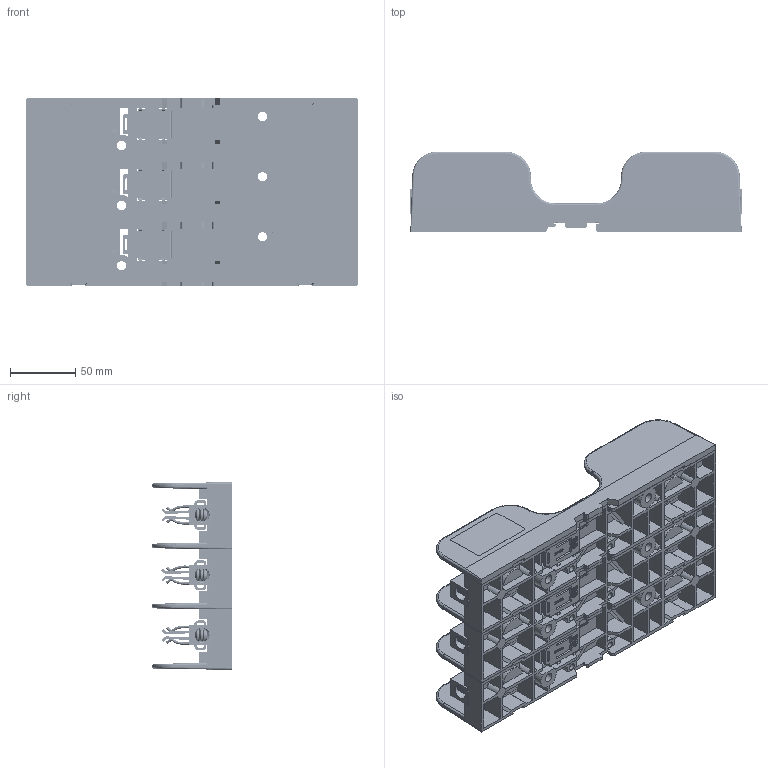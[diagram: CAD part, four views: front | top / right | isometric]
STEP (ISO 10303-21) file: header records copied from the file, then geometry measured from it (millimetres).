
FILE_DESCRIPTION (( 'STEP AP214' ), '1' );
FILE_NAME ('05B0226revF.STEP', '2014-01-16T15:53:35', ( '' ), ( '' ), 'SwSTEP 2.0', 'SolidWorks 2013', '' );
FILE_SCHEMA (( 'AUTOMOTIVE_DESIGN' ));
Length unit declared in the file: inch
Products named in the file (1): 05B0226revF
Bounding box: 255.19 x 61.47 x 143.76 mm (x, y, z)
Volume: 490566.4 mm3; surface area: 355405 mm2
Topology: 50 solids, 50 shells, 3625 faces, 9823 edges, 6467 vertices
Faces by surface type: plane 1993, cylinder 870, cone 576, bspline 136, torus 44, sphere 6
Full cylindrical faces by diameter (mm): 1.981 x18, 2.54 x6, 3.454 x12, 3.988 x6, 4.013 x6, 4.75 x12, 4.826 x93, 5.105 x24, 5.983 x6, 6.35 x54, 7.112 x6, 8.241 x6, 8.433 x6, 9.525 x66, 11.1 x6, 11.684 x6, 15.672 x6
Entity records: 168889 total; most frequent: CARTESIAN_POINT 34591, ORIENTED_EDGE 17612, DIRECTION 16828, EDGE_CURVE 8806, VERTEX_POINT 6377, LINE 5830, VECTOR 5830, AXIS2_PLACEMENT_3D 5499
